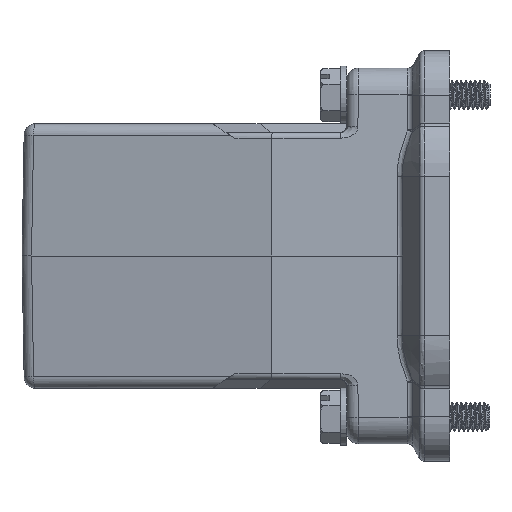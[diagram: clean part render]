
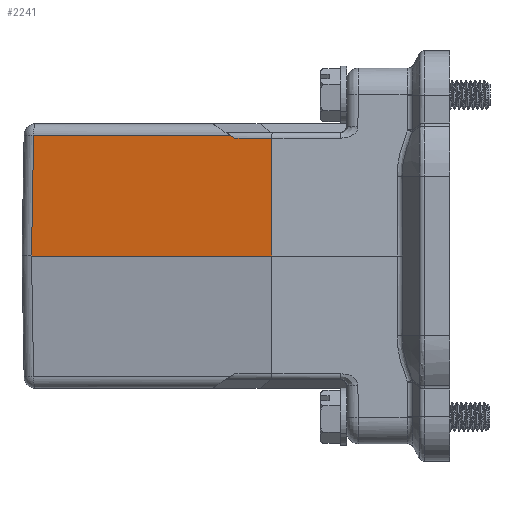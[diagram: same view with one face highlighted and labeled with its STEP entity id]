
A CAD part, left-side view. The second image highlights one B-rep face of the part: STEP entity #2241.
In plain terms, the highlighted planar face has unit normal (-0.985, 0.174, 0.018).
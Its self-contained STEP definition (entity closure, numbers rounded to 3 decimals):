
#1368=PLANE('',#15242);
#2241=ADVANCED_FACE('',(#3364),#1368,.F.);
#3364=FACE_OUTER_BOUND('',#4237,.T.);
#4237=EDGE_LOOP('',(#8037,#8038,#8039,#8040,#8041,#8042));
#8037=ORIENTED_EDGE('',*,*,#12060,.T.);
#8038=ORIENTED_EDGE('',*,*,#12057,.F.);
#8039=ORIENTED_EDGE('',*,*,#12039,.F.);
#8040=ORIENTED_EDGE('',*,*,#12094,.F.);
#8041=ORIENTED_EDGE('',*,*,#12088,.T.);
#8042=ORIENTED_EDGE('',*,*,#12092,.F.);
#10118=VERTEX_POINT('',#40355);
#10120=VERTEX_POINT('',#40362);
#10126=VERTEX_POINT('',#40400);
#10128=VERTEX_POINT('',#40417);
#10140=VERTEX_POINT('',#40658);
#10141=VERTEX_POINT('',#40660);
#12039=EDGE_CURVE('',#10120,#10118,#13061,.T.);
#12057=EDGE_CURVE('',#10118,#10126,#13070,.T.);
#12060=EDGE_CURVE('',#10128,#10126,#13072,.T.);
#12088=EDGE_CURVE('',#10141,#10140,#13085,.T.);
#12092=EDGE_CURVE('',#10128,#10140,#13088,.T.);
#12094=EDGE_CURVE('',#10141,#10120,#13090,.T.);
#13061=LINE('',#40363,#13971);
#13070=LINE('',#40399,#13980);
#13072=LINE('',#40416,#13982);
#13085=LINE('',#40659,#13995);
#13088=LINE('',#40672,#13998);
#13090=LINE('',#40675,#14000);
#13971=VECTOR('',#17782,1.);
#13980=VECTOR('',#17827,1.);
#13982=VECTOR('',#17831,1.);
#13995=VECTOR('',#17876,1.);
#13998=VECTOR('',#17883,1.);
#14000=VECTOR('',#17887,1.);
#15242=AXIS2_PLACEMENT_3D('',#40676,#17888,#17889);
#17782=DIRECTION('',(0.015,-0.017,1.));
#17827=DIRECTION('',(-0.174,-0.985,0.));
#17831=DIRECTION('',(0.159,0.854,0.495));
#17876=DIRECTION('',(0.017,-0.002,1.));
#17883=DIRECTION('',(-0.174,-0.985,0.));
#17887=DIRECTION('',(0.174,0.985,0.));
#17888=DIRECTION('',(0.985,-0.174,-0.017));
#17889=DIRECTION('',(-0.174,-0.985,0.));
#40355=CARTESIAN_POINT('',(-3.594,120.643,77.763));
#40362=CARTESIAN_POINT('',(-3.902,121.01,56.728));
#40363=CARTESIAN_POINT('',(-3.902,121.01,56.728));
#40399=CARTESIAN_POINT('',(-3.594,120.643,77.763));
#40400=CARTESIAN_POINT('',(-9.613,86.506,77.763));
#40416=CARTESIAN_POINT('',(-9.78,85.613,77.245));
#40417=CARTESIAN_POINT('',(-9.78,85.613,77.245));
#40658=CARTESIAN_POINT('',(-10.914,79.182,77.245));
#40659=CARTESIAN_POINT('',(-11.272,79.214,56.728));
#40660=CARTESIAN_POINT('',(-11.272,79.214,56.728));
#40672=CARTESIAN_POINT('',(-9.78,85.613,77.245));
#40675=CARTESIAN_POINT('',(-11.272,79.214,56.728));
#40676=CARTESIAN_POINT('',(-11.272,79.214,56.728));
